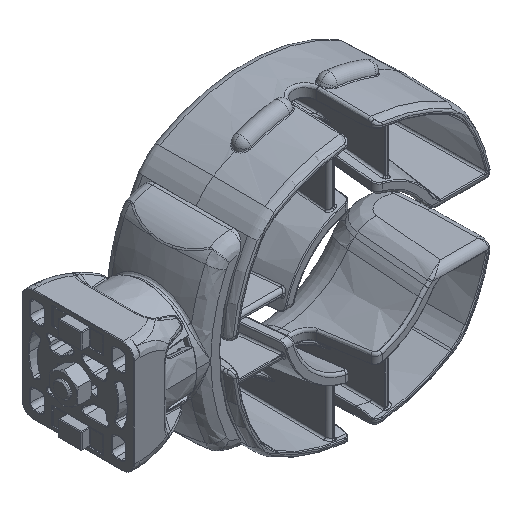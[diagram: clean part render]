
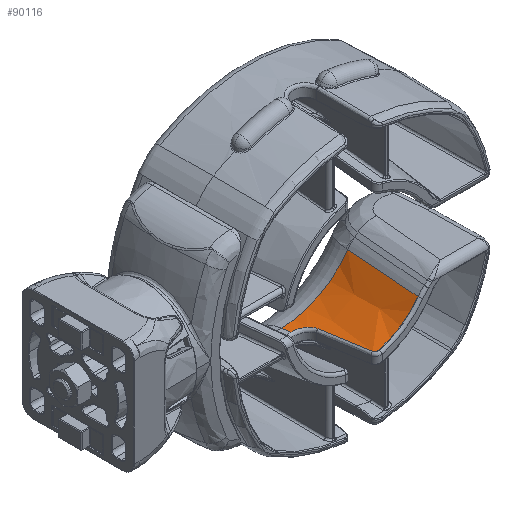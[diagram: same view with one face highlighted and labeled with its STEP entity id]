
A CAD part, isometric view. The second image highlights one B-rep face of the part: STEP entity #90116.
In plain terms, the highlighted conical face has half-angle 7 degrees and reference radius 25 mm.
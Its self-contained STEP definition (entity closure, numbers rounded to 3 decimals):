
#558 = VERTEX_POINT ( 'NONE', #52365 ) ;
#1561 = VERTEX_POINT ( 'NONE', #33731 ) ;
#3451 = CARTESIAN_POINT ( 'NONE',  ( 81., 0.974, 2.576 ) ) ;
#5089 = CARTESIAN_POINT ( 'NONE',  ( 86.193, 6.459, -22.568 ) ) ;
#5218 = CARTESIAN_POINT ( 'NONE',  ( 85.816, 23.225, -24.735 ) ) ;
#5400 = CARTESIAN_POINT ( 'NONE',  ( 86.247, 3.065, -22.13 ) ) ;
#5697 = LINE ( 'NONE', #70225, #47077 ) ;
#6404 = CARTESIAN_POINT ( 'NONE',  ( 86.278, 2.783, -22.088 ) ) ;
#6721 = CARTESIAN_POINT ( 'NONE',  ( 85.798, 23.303, -24.748 ) ) ;
#8307 = AXIS2_PLACEMENT_3D ( 'NONE', #99831, #59102, #13096 ) ;
#8826 = ORIENTED_EDGE ( 'NONE', *, *, #95388, .T. ) ;
#9337 = CARTESIAN_POINT ( 'NONE',  ( 104.662, 30.4, -13.512 ) ) ;
#10985 = AXIS2_PLACEMENT_3D ( 'NONE', #95283, #57098, #39544 ) ;
#11822 = CARTESIAN_POINT ( 'NONE',  ( 86.084, 13.247, -23.439 ) ) ;
#12452 = CARTESIAN_POINT ( 'NONE',  ( 85.279, 24.656, -25.003 ) ) ;
#13096 = DIRECTION ( 'NONE',  ( 0., 0., 1. ) ) ;
#13457 = CARTESIAN_POINT ( 'NONE',  ( 84.926, 25.2, -25.123 ) ) ;
#14251 = CARTESIAN_POINT ( 'NONE',  ( 102.89, 15.306, -12.817 ) ) ;
#14551 = ORIENTED_EDGE ( 'NONE', *, *, #82580, .T. ) ;
#16297 = CARTESIAN_POINT ( 'NONE',  ( 81., 27.184, -25.643 ) ) ;
#17786 = ORIENTED_EDGE ( 'NONE', *, *, #20599, .T. ) ;
#19187 = CARTESIAN_POINT ( 'NONE',  ( 81.655, 27.142, -25.63 ) ) ;
#19299 = B_SPLINE_CURVE_WITH_KNOTS ( 'NONE', 3,
 ( #5400, #101390, #6404, #22927, #36873, #78151, #23436, #68910, #61176, #92657 ),
 .UNSPECIFIED., .F., .F.,
 ( 4, 2, 2, 2, 4 ),
 ( 0., 0.25, 0.5, 0.75, 1. ),
 .UNSPECIFIED. ) ;
#19695 = CARTESIAN_POINT ( 'NONE',  ( 83.489, 26.491, -25.447 ) ) ;
#20599 = EDGE_CURVE ( 'NONE', #55015, #1561, #19299, .T. ) ;
#20929 = CIRCLE ( 'NONE', #10985, 28.613 ) ;
#22229 = CARTESIAN_POINT ( 'NONE',  ( 85.737, 23.537, -24.788 ) ) ;
#22927 = CARTESIAN_POINT ( 'NONE',  ( 86.387, 2.519, -22.031 ) ) ;
#23253 = AXIS2_PLACEMENT_3D ( 'NONE', #3451, #35419, #33917 ) ;
#23436 = CARTESIAN_POINT ( 'NONE',  ( 86.772, 2.125, -21.895 ) ) ;
#24643 = VERTEX_POINT ( 'NONE', #9337 ) ;
#27432 = CARTESIAN_POINT ( 'NONE',  ( 83.059, 26.724, -25.511 ) ) ;
#27882 = ORIENTED_EDGE ( 'NONE', *, *, #74148, .T. ) ;
#28453 = CARTESIAN_POINT ( 'NONE',  ( 85.759, 23.459, -24.774 ) ) ;
#29973 = CARTESIAN_POINT ( 'NONE',  ( 85.899, 22.824, -24.67 ) ) ;
#33275 = B_SPLINE_CURVE_WITH_KNOTS ( 'NONE', 3,
 ( #97654, #58445, #72902, #19187, #50722, #42946, #98157, #27432, #58948, #19695, #43968, #44979, #44468, #61489, #37200, #75453, #59966, #13457, #12452, #37702, #83166, #76442, #22229, #28453, #6721, #5218, #29973, #67704, #101192 ),
 .UNSPECIFIED., .F., .F.,
 ( 4, 2, 2, 2, 1, 2, 2, 2, 2, 2, 2, 2, 2, 2, 4 ),
 ( 0., 0.062, 0.125, 0.25, 0.312, 0.344, 0.375, 0.437, 0.5, 0.625, 0.75, 0.813, 0.844, 0.875, 1. ),
 .UNSPECIFIED. ) ;
#33536 = CARTESIAN_POINT ( 'NONE',  ( 85.949, 21.578, -24.506 ) ) ;
#33731 = CARTESIAN_POINT ( 'NONE',  ( 87.308, 1.984, -21.744 ) ) ;
#33917 = DIRECTION ( 'NONE',  ( 0., 0., -1. ) ) ;
#34812 = EDGE_LOOP ( 'NONE', ( #88064, #8826, #27882, #17786, #66444, #85032, #14551 ) ) ;
#35270 = VERTEX_POINT ( 'NONE', #47034 ) ;
#35419 = DIRECTION ( 'NONE',  ( 0., 1., 0. ) ) ;
#36873 = CARTESIAN_POINT ( 'NONE',  ( 86.464, 2.402, -22. ) ) ;
#37200 = CARTESIAN_POINT ( 'NONE',  ( 84.27, 25.913, -25.296 ) ) ;
#37702 = CARTESIAN_POINT ( 'NONE',  ( 85.429, 24.369, -24.943 ) ) ;
#39544 = DIRECTION ( 'NONE',  ( 0., 0., -1. ) ) ;
#40888 = CARTESIAN_POINT ( 'NONE',  ( 85.939, 22.173, -24.582 ) ) ;
#42946 = CARTESIAN_POINT ( 'NONE',  ( 82.298, 27.017, -25.594 ) ) ;
#43968 = CARTESIAN_POINT ( 'NONE',  ( 83.627, 26.405, -25.424 ) ) ;
#44468 = CARTESIAN_POINT ( 'NONE',  ( 83.896, 26.221, -25.375 ) ) ;
#44742 = CARTESIAN_POINT ( 'NONE',  ( 102.369, 10.865, -12.61 ) ) ;
#44979 = CARTESIAN_POINT ( 'NONE',  ( 83.697, 26.359, -25.412 ) ) ;
#47034 = CARTESIAN_POINT ( 'NONE',  ( 81., 30.4, -26.037 ) ) ;
#47077 = VECTOR ( 'NONE', #99669, 1000. ) ;
#49561 = CARTESIAN_POINT ( 'NONE',  ( 85.968, 20.388, -24.354 ) ) ;
#50597 = CARTESIAN_POINT ( 'NONE',  ( 86.138, 9.853, -23.004 ) ) ;
#50722 = CARTESIAN_POINT ( 'NONE',  ( 81.819, 27.116, -25.623 ) ) ;
#52365 = CARTESIAN_POINT ( 'NONE',  ( 101.328, 1.984, -12.189 ) ) ;
#53280 = EDGE_CURVE ( 'NONE', #558, #24643, #54534, .T. ) ;
#53711 = EDGE_CURVE ( 'NONE', #1561, #558, #62805, .T. ) ;
#54038 = B_SPLINE_CURVE_WITH_KNOTS ( 'NONE', 3,
 ( #72780, #33536, #65033, #49561, #81017, #73283, #11822, #50597, #5089, #68091 ),
 .UNSPECIFIED., .F., .F.,
 ( 4, 3, 3, 4 ),
 ( 0., 0.002, 0.009, 0.019 ),
 .UNSPECIFIED. ) ;
#54534 = B_SPLINE_CURVE_WITH_KNOTS ( 'NONE', 3,
 ( #91732, #91213, #44742, #14251, #76213, #69491, #59219 ),
 .UNSPECIFIED., .F., .F.,
 ( 4, 3, 4 ),
 ( 0.001, 0.014, 0.03 ),
 .UNSPECIFIED. ) ;
#55015 = VERTEX_POINT ( 'NONE', #98266 ) ;
#57098 = DIRECTION ( 'NONE',  ( 0., 1., 0. ) ) ;
#58445 = CARTESIAN_POINT ( 'NONE',  ( 81.165, 27.184, -25.643 ) ) ;
#58948 = CARTESIAN_POINT ( 'NONE',  ( 83.278, 26.616, -25.481 ) ) ;
#59102 = DIRECTION ( 'NONE',  ( 0., -1., 0. ) ) ;
#59219 = CARTESIAN_POINT ( 'NONE',  ( 104.662, 30.4, -13.512 ) ) ;
#59966 = CARTESIAN_POINT ( 'NONE',  ( 84.725, 25.452, -25.182 ) ) ;
#61176 = CARTESIAN_POINT ( 'NONE',  ( 87.169, 1.984, -21.78 ) ) ;
#61489 = CARTESIAN_POINT ( 'NONE',  ( 84.024, 26.122, -25.349 ) ) ;
#62805 = CIRCLE ( 'NONE', #8307, 25.124 ) ;
#65033 = CARTESIAN_POINT ( 'NONE',  ( 85.959, 20.983, -24.43 ) ) ;
#66444 = ORIENTED_EDGE ( 'NONE', *, *, #53711, .T. ) ;
#67704 = CARTESIAN_POINT ( 'NONE',  ( 85.934, 22.5, -24.624 ) ) ;
#68091 = CARTESIAN_POINT ( 'NONE',  ( 86.247, 3.065, -22.13 ) ) ;
#68910 = CARTESIAN_POINT ( 'NONE',  ( 87.034, 2.012, -21.817 ) ) ;
#69491 = CARTESIAN_POINT ( 'NONE',  ( 104.071, 25.369, -13.282 ) ) ;
#70225 = CARTESIAN_POINT ( 'NONE',  ( 81., 0.974, -22.424 ) ) ;
#71316 = VERTEX_POINT ( 'NONE', #16297 ) ;
#72648 = FACE_OUTER_BOUND ( 'NONE', #34812, .T. ) ;
#72713 = CONICAL_SURFACE ( 'NONE', #23253, 25., 0.122 ) ;
#72780 = CARTESIAN_POINT ( 'NONE',  ( 85.939, 22.173, -24.582 ) ) ;
#72902 = CARTESIAN_POINT ( 'NONE',  ( 81.329, 27.176, -25.64 ) ) ;
#73283 = CARTESIAN_POINT ( 'NONE',  ( 86.045, 15.627, -23.745 ) ) ;
#73329 = VERTEX_POINT ( 'NONE', #40888 ) ;
#74148 = EDGE_CURVE ( 'NONE', #73329, #55015, #54038, .T. ) ;
#75453 = CARTESIAN_POINT ( 'NONE',  ( 84.388, 25.801, -25.268 ) ) ;
#76213 = CARTESIAN_POINT ( 'NONE',  ( 103.48, 20.337, -13.051 ) ) ;
#76442 = CARTESIAN_POINT ( 'NONE',  ( 85.667, 23.768, -24.829 ) ) ;
#78151 = CARTESIAN_POINT ( 'NONE',  ( 86.659, 2.202, -21.93 ) ) ;
#81017 = CARTESIAN_POINT ( 'NONE',  ( 86.007, 18.008, -24.049 ) ) ;
#82580 = EDGE_CURVE ( 'NONE', #24643, #35270, #20929, .T. ) ;
#83166 = CARTESIAN_POINT ( 'NONE',  ( 85.613, 23.92, -24.857 ) ) ;
#85032 = ORIENTED_EDGE ( 'NONE', *, *, #53280, .T. ) ;
#88064 = ORIENTED_EDGE ( 'NONE', *, *, #99962, .F. ) ;
#90116 = ADVANCED_FACE ( 'NONE', ( #72648 ), #72713, .F. ) ;
#91213 = CARTESIAN_POINT ( 'NONE',  ( 101.848, 6.425, -12.401 ) ) ;
#91732 = CARTESIAN_POINT ( 'NONE',  ( 101.328, 1.984, -12.189 ) ) ;
#92657 = CARTESIAN_POINT ( 'NONE',  ( 87.308, 1.984, -21.744 ) ) ;
#95283 = CARTESIAN_POINT ( 'NONE',  ( 81., 30.4, 2.576 ) ) ;
#95388 = EDGE_CURVE ( 'NONE', #71316, #73329, #33275, .T. ) ;
#97654 = CARTESIAN_POINT ( 'NONE',  ( 81., 27.184, -25.643 ) ) ;
#98157 = CARTESIAN_POINT ( 'NONE',  ( 82.61, 26.918, -25.565 ) ) ;
#98266 = CARTESIAN_POINT ( 'NONE',  ( 86.247, 3.065, -22.13 ) ) ;
#99669 = DIRECTION ( 'NONE',  ( 0., 0.993, -0.122 ) ) ;
#99831 = CARTESIAN_POINT ( 'NONE',  ( 81., 1.984, 2.576 ) ) ;
#99962 = EDGE_CURVE ( 'NONE', #71316, #35270, #5697, .T. ) ;
#101192 = CARTESIAN_POINT ( 'NONE',  ( 85.939, 22.173, -24.582 ) ) ;
#101390 = CARTESIAN_POINT ( 'NONE',  ( 86.249, 2.921, -22.111 ) ) ;
